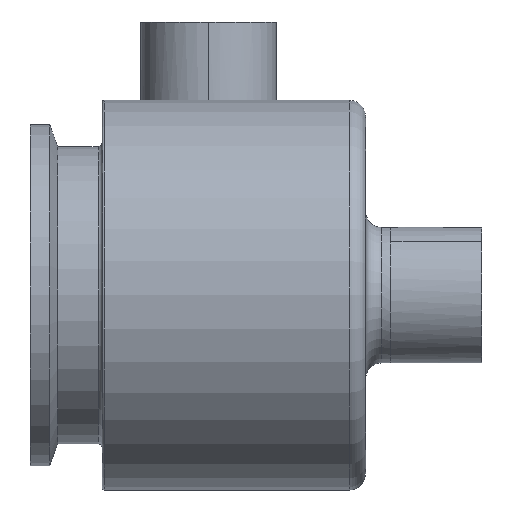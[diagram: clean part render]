
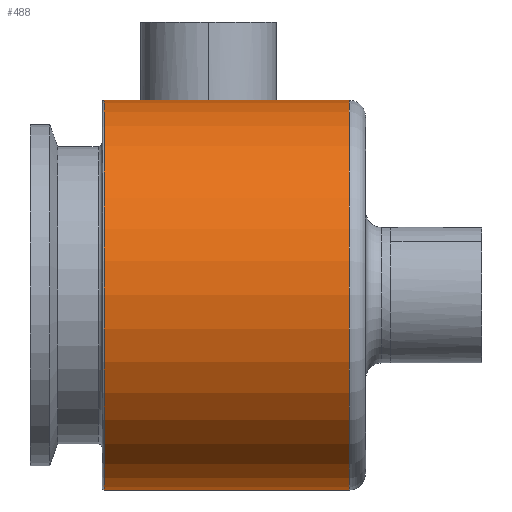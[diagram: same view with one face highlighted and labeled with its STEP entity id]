
A CAD part, left-side view. The second image highlights one B-rep face of the part: STEP entity #488.
In plain terms, the highlighted cylindrical face has radius 36.5 mm (diameter 73 mm), a partial arc.
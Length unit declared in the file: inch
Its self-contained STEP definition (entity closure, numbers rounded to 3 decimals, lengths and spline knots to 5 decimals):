
#39 = DIRECTION ( 'NONE',  ( 0., 1., 0. ) ) ;
#45 = CARTESIAN_POINT ( 'NONE',  ( 0., -1.038, -1.437 ) ) ;
#81 = ORIENTED_EDGE ( 'NONE', *, *, #104, .T. ) ;
#104 = EDGE_CURVE ( 'NONE', #756, #874, #885, .T. ) ;
#108 = CARTESIAN_POINT ( 'NONE',  ( 0., 2.3, 1.437 ) ) ;
#120 = EDGE_CURVE ( 'NONE', #874, #798, #709, .T. ) ;
#218 = VECTOR ( 'NONE', #39, 39.37008 ) ;
#293 = CARTESIAN_POINT ( 'NONE',  ( 0., 2.3, 0. ) ) ;
#310 = AXIS2_PLACEMENT_3D ( 'NONE', #293, #707, #637 ) ;
#312 = CARTESIAN_POINT ( 'NONE',  ( 0., 2.3, -1.437 ) ) ;
#321 = CARTESIAN_POINT ( 'NONE',  ( 0., -1.038, 0. ) ) ;
#328 = VECTOR ( 'NONE', #669, 39.37008 ) ;
#345 = EDGE_LOOP ( 'NONE', ( #845, #81, #728, #464 ) ) ;
#346 = CIRCLE ( 'NONE', #792, 1.437 ) ;
#363 = CARTESIAN_POINT ( 'NONE',  ( 0., 0.77, 1.437 ) ) ;
#364 = DIRECTION ( 'NONE',  ( 0., 1., 0. ) ) ;
#382 = DIRECTION ( 'NONE',  ( 0., 0., 1. ) ) ;
#391 = LINE ( 'NONE', #312, #218 ) ;
#428 = EDGE_CURVE ( 'NONE', #696, #798, #346, .T. ) ;
#452 = CARTESIAN_POINT ( 'NONE',  ( 0., 0.77, -1.437 ) ) ;
#464 = ORIENTED_EDGE ( 'NONE', *, *, #428, .F. ) ;
#469 = AXIS2_PLACEMENT_3D ( 'NONE', #321, #806, #382 ) ;
#488 = ADVANCED_FACE ( 'NONE', ( #678 ), #651, .T. ) ;
#586 = CARTESIAN_POINT ( 'NONE',  ( 0., -1.038, 1.437 ) ) ;
#637 = DIRECTION ( 'NONE',  ( 0., 0., 1. ) ) ;
#651 = CYLINDRICAL_SURFACE ( 'NONE', #310, 1.437 ) ;
#669 = DIRECTION ( 'NONE',  ( 0., 1., 0. ) ) ;
#678 = FACE_OUTER_BOUND ( 'NONE', #345, .T. ) ;
#696 = VERTEX_POINT ( 'NONE', #452 ) ;
#707 = DIRECTION ( 'NONE',  ( 0., 1., 0. ) ) ;
#709 = LINE ( 'NONE', #108, #328 ) ;
#728 = ORIENTED_EDGE ( 'NONE', *, *, #120, .T. ) ;
#756 = VERTEX_POINT ( 'NONE', #45 ) ;
#787 = CARTESIAN_POINT ( 'NONE',  ( 0., 0.77, 0. ) ) ;
#792 = AXIS2_PLACEMENT_3D ( 'NONE', #787, #364, #859 ) ;
#798 = VERTEX_POINT ( 'NONE', #363 ) ;
#806 = DIRECTION ( 'NONE',  ( 0., 1., 0. ) ) ;
#845 = ORIENTED_EDGE ( 'NONE', *, *, #879, .F. ) ;
#859 = DIRECTION ( 'NONE',  ( 0., 0., 1. ) ) ;
#874 = VERTEX_POINT ( 'NONE', #586 ) ;
#879 = EDGE_CURVE ( 'NONE', #756, #696, #391, .T. ) ;
#885 = CIRCLE ( 'NONE', #469, 1.437 ) ;
